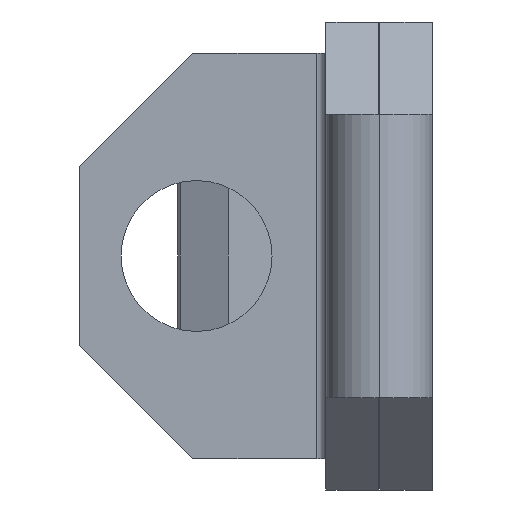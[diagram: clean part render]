
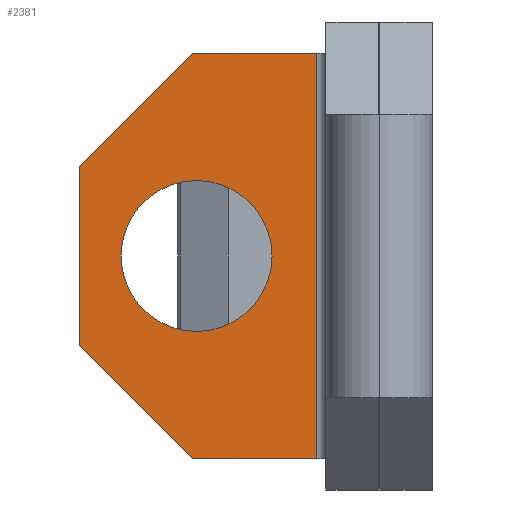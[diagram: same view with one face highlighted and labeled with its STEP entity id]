
A CAD part, left-side view. The second image highlights one B-rep face of the part: STEP entity #2381.
In plain terms, the highlighted planar face has unit normal (-1, 0, 0).
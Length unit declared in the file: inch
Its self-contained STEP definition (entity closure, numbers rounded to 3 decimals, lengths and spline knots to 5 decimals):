
#40 = EDGE_CURVE ( 'NONE', #572, #1787, #626, .T. ) ;
#87 = VECTOR ( 'NONE', #2572, 39.37008 ) ;
#143 = CARTESIAN_POINT ( 'NONE',  ( 0.70675, 0.15875, 0.0475 ) ) ;
#150 = CARTESIAN_POINT ( 'NONE',  ( 0.70675, 0.15875, 0.0475 ) ) ;
#172 = VECTOR ( 'NONE', #401, 39.37008 ) ;
#218 = PLANE ( 'NONE',  #298 ) ;
#234 = LINE ( 'NONE', #2547, #1674 ) ;
#298 = AXIS2_PLACEMENT_3D ( 'NONE', #1839, #2946, #1320 ) ;
#352 = EDGE_CURVE ( 'NONE', #1787, #572, #3166, .T. ) ;
#384 = EDGE_CURVE ( 'NONE', #428, #2943, #1605, .T. ) ;
#387 = DIRECTION ( 'NONE',  ( -1., 0., 0. ) ) ;
#392 = EDGE_CURVE ( 'NONE', #2325, #3479, #1524, .T. ) ;
#401 = DIRECTION ( 'NONE',  ( 0., -0.707, 0.707 ) ) ;
#428 = VERTEX_POINT ( 'NONE', #150 ) ;
#539 = ORIENTED_EDGE ( 'NONE', *, *, #1951, .T. ) ;
#572 = VERTEX_POINT ( 'NONE', #2776 ) ;
#574 = ORIENTED_EDGE ( 'NONE', *, *, #40, .F. ) ;
#626 = CIRCLE ( 'NONE', #806, 0.04 ) ;
#806 = AXIS2_PLACEMENT_3D ( 'NONE', #2834, #3083, #2536 ) ;
#950 = DIRECTION ( 'NONE',  ( 0., 0., 1. ) ) ;
#958 = FACE_BOUND ( 'NONE', #1363, .T. ) ;
#990 = ORIENTED_EDGE ( 'NONE', *, *, #384, .F. ) ;
#1088 = VECTOR ( 'NONE', #3526, 39.37008 ) ;
#1320 = DIRECTION ( 'NONE',  ( 0., 0., -1. ) ) ;
#1363 = EDGE_LOOP ( 'NONE', ( #3566, #574 ) ) ;
#1509 = CARTESIAN_POINT ( 'NONE',  ( 0.70675, 0.15875, 0.1075 ) ) ;
#1524 = LINE ( 'NONE', #1754, #87 ) ;
#1556 = EDGE_CURVE ( 'NONE', #2325, #2706, #2956, .T. ) ;
#1575 = FACE_OUTER_BOUND ( 'NONE', #2410, .T. ) ;
#1605 = LINE ( 'NONE', #143, #172 ) ;
#1674 = VECTOR ( 'NONE', #950, 39.37008 ) ;
#1700 = CARTESIAN_POINT ( 'NONE',  ( 0.70675, 0.09675, 0.04 ) ) ;
#1754 = CARTESIAN_POINT ( 'NONE',  ( 0.70675, 0.15875, -0.1075 ) ) ;
#1776 = ORIENTED_EDGE ( 'NONE', *, *, #392, .T. ) ;
#1787 = VERTEX_POINT ( 'NONE', #1700 ) ;
#1829 = ORIENTED_EDGE ( 'NONE', *, *, #3154, .T. ) ;
#1839 = CARTESIAN_POINT ( 'NONE',  ( 0.70675, 0.15875, 0.124 ) ) ;
#1867 = CARTESIAN_POINT ( 'NONE',  ( 0.70675, 0.03325, 0.1075 ) ) ;
#1951 = EDGE_CURVE ( 'NONE', #2552, #2943, #2206, .T. ) ;
#2003 = CARTESIAN_POINT ( 'NONE',  ( 0.70675, 0.09675, 0. ) ) ;
#2084 = CARTESIAN_POINT ( 'NONE',  ( 0.70675, 0.09875, -0.1075 ) ) ;
#2206 = LINE ( 'NONE', #1509, #2952 ) ;
#2210 = VECTOR ( 'NONE', #2413, 39.37008 ) ;
#2281 = DIRECTION ( 'NONE',  ( 0., 0., 1. ) ) ;
#2325 = VERTEX_POINT ( 'NONE', #2084 ) ;
#2357 = CARTESIAN_POINT ( 'NONE',  ( 0.70675, 0.15875, 0.124 ) ) ;
#2381 = ADVANCED_FACE ( 'NONE', ( #958, #1575 ), #218, .F. ) ;
#2410 = EDGE_LOOP ( 'NONE', ( #1829, #3282, #1776, #2866, #539, #990 ) ) ;
#2413 = DIRECTION ( 'NONE',  ( 0., 0.707, 0.707 ) ) ;
#2536 = DIRECTION ( 'NONE',  ( 0., 0., 1. ) ) ;
#2547 = CARTESIAN_POINT ( 'NONE',  ( 0.70675, 0.03325, 0.124 ) ) ;
#2552 = VERTEX_POINT ( 'NONE', #1867 ) ;
#2572 = DIRECTION ( 'NONE',  ( 0., -1., 0. ) ) ;
#2706 = VERTEX_POINT ( 'NONE', #3316 ) ;
#2776 = CARTESIAN_POINT ( 'NONE',  ( 0.70675, 0.09675, -0.04 ) ) ;
#2834 = CARTESIAN_POINT ( 'NONE',  ( 0.70675, 0.09675, 0. ) ) ;
#2866 = ORIENTED_EDGE ( 'NONE', *, *, #2953, .T. ) ;
#2943 = VERTEX_POINT ( 'NONE', #3413 ) ;
#2946 = DIRECTION ( 'NONE',  ( 1., 0., 0. ) ) ;
#2952 = VECTOR ( 'NONE', #3459, 39.37008 ) ;
#2953 = EDGE_CURVE ( 'NONE', #3479, #2552, #234, .T. ) ;
#2956 = LINE ( 'NONE', #2970, #2210 ) ;
#2970 = CARTESIAN_POINT ( 'NONE',  ( 0.70675, 0.15875, -0.0475 ) ) ;
#3083 = DIRECTION ( 'NONE',  ( -1., 0., 0. ) ) ;
#3098 = LINE ( 'NONE', #2357, #1088 ) ;
#3154 = EDGE_CURVE ( 'NONE', #428, #2706, #3098, .T. ) ;
#3166 = CIRCLE ( 'NONE', #3415, 0.04 ) ;
#3282 = ORIENTED_EDGE ( 'NONE', *, *, #1556, .F. ) ;
#3316 = CARTESIAN_POINT ( 'NONE',  ( 0.70675, 0.15875, -0.0475 ) ) ;
#3413 = CARTESIAN_POINT ( 'NONE',  ( 0.70675, 0.09875, 0.1075 ) ) ;
#3415 = AXIS2_PLACEMENT_3D ( 'NONE', #2003, #387, #2281 ) ;
#3448 = CARTESIAN_POINT ( 'NONE',  ( 0.70675, 0.03325, -0.1075 ) ) ;
#3459 = DIRECTION ( 'NONE',  ( 0., 1., 0. ) ) ;
#3479 = VERTEX_POINT ( 'NONE', #3448 ) ;
#3526 = DIRECTION ( 'NONE',  ( 0., 0., -1. ) ) ;
#3566 = ORIENTED_EDGE ( 'NONE', *, *, #352, .F. ) ;
